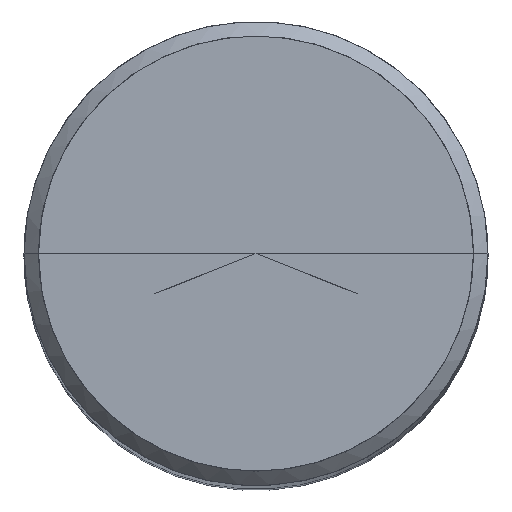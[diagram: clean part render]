
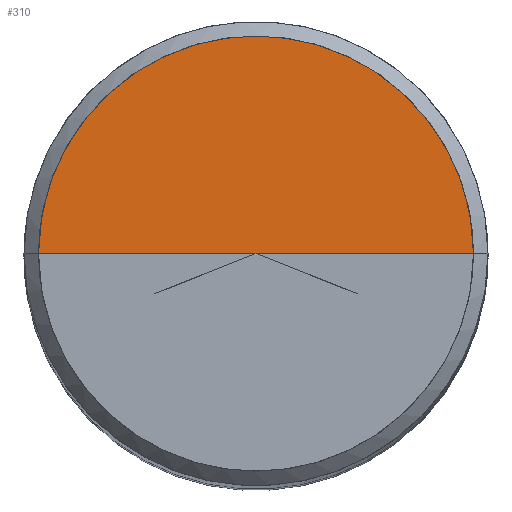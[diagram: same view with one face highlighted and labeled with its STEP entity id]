
A CAD part, top view. The second image highlights one B-rep face of the part: STEP entity #310.
In plain terms, the highlighted free-form (B-spline) face has degree [1, 2] with [2, 5] control points.
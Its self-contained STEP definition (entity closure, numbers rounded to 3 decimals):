
#66=CARTESIAN_POINT('',(-7.5,0.,64.));
#70=CARTESIAN_POINT('',(7.5,0.,64.));
#71=CARTESIAN_POINT('',(0.,0.,64.));
#84=CARTESIAN_POINT('',(7.5,7.5,64.));
#85=CARTESIAN_POINT('',(0.,7.5,64.));
#86=CARTESIAN_POINT('',(-7.5,7.5,64.));
#295=(
BOUNDED_SURFACE()
B_SPLINE_SURFACE(1,2,(
(#70,#84,#85,#86,#66),
(#71,#71,#71,#71,#71)
), .UNSPECIFIED.,.F.,.F.,.F.)
B_SPLINE_SURFACE_WITH_KNOTS((2,2),(3,2,3),(
0.,1.),(
0.,0.5,1.), .UNSPECIFIED.)
GEOMETRIC_REPRESENTATION_ITEM()
RATIONAL_B_SPLINE_SURFACE(((1.,0.707,1.,0.707,1.),
(1.,0.707,1.,0.707,1.)
))
REPRESENTATION_ITEM('')
SURFACE()
);
#296=(
BOUNDED_CURVE()
B_SPLINE_CURVE(2,(#66,#86,#85,#84,#70),.UNSPECIFIED.,.F.,.F.)
B_SPLINE_CURVE_WITH_KNOTS((3,2,3),
(0.,0.5,1.),.UNSPECIFIED.)
CURVE()
GEOMETRIC_REPRESENTATION_ITEM()
RATIONAL_B_SPLINE_CURVE((1.,0.707,1.,0.707,1.))
REPRESENTATION_ITEM('')
);
#297=(
BOUNDED_CURVE()
B_SPLINE_CURVE(1,(#70,#71),.UNSPECIFIED.,.F.,.F.)
B_SPLINE_CURVE_WITH_KNOTS((2,2),
(0.,1.),.UNSPECIFIED.)
CURVE()
GEOMETRIC_REPRESENTATION_ITEM()
RATIONAL_B_SPLINE_CURVE((1.,1.))
REPRESENTATION_ITEM('')
);
#298=(
BOUNDED_CURVE()
B_SPLINE_CURVE(1,(#71,#66),.UNSPECIFIED.,.F.,.F.)
B_SPLINE_CURVE_WITH_KNOTS((2,2),
(0.,1.),.UNSPECIFIED.)
CURVE()
GEOMETRIC_REPRESENTATION_ITEM()
RATIONAL_B_SPLINE_CURVE((1.,1.))
REPRESENTATION_ITEM('')
);
#299=VERTEX_POINT('',#66);
#300=VERTEX_POINT('',#70);
#301=VERTEX_POINT('',#71);
#302=EDGE_CURVE('',#299,#300,#296,.T.);
#303=EDGE_CURVE('',#300,#301,#297,.T.);
#304=EDGE_CURVE('',#301,#299,#298,.T.);
#305=ORIENTED_EDGE('',*,*,#302,.T.);
#306=ORIENTED_EDGE('',*,*,#303,.T.);
#307=ORIENTED_EDGE('',*,*,#304,.T.);
#308=EDGE_LOOP('',(#305,#306,#307));
#309=FACE_OUTER_BOUND('',#308,.T.);
#310=ADVANCED_FACE('',(#309),#295,.T.);
